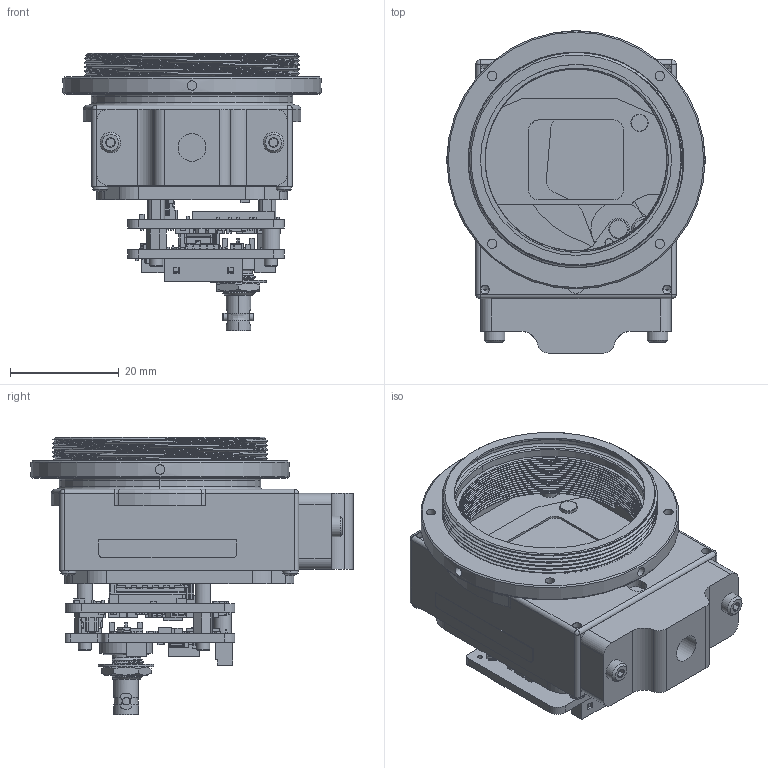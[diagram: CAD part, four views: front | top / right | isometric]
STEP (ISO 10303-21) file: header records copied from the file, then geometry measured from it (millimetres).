
FILE_DESCRIPTION (( 'STEP AP214' ), '1' );
FILE_NAME ('20-70059 Mechanical ICD, Viento HD10 SDI, No Lens, RevA.STEP', '2024-06-20T15:55:45', ( '' ), ( '' ), 'SwSTEP 2.0', 'SolidWorks 2023', '' );
FILE_SCHEMA (( 'AUTOMOTIVE_DESIGN' ));
Length unit declared in the file: millimetre
Products named in the file (1): 20-70059 Mechanical ICD, Viento HD10 SDI, No Lens, RevA
Bounding box: 47.5 x 59.28 x 50.98 mm (x, y, z)
Volume: 34756.9 mm3; surface area: 22632.2 mm2
Topology: 12 solids, 16 shells, 2196 faces, 5625 edges, 3675 vertices
Faces by surface type: plane 1645, cylinder 333, cone 113, bspline 66, torus 27, sphere 12
Full cylindrical faces by diameter (mm): 0.351 x1, 0.6 x6, 0.864 x3, 1 x1, 1.112 x2, 1.191 x1, 1.2 x2, 1.524 x5, 1.6 x6, 1.727 x8, 1.8 x1, 1.9 x4, 2.4 x2, 2.438 x3, 3.3 x1, 3.8 x2, 5.105 x1, 9.7 x1, 10.21 x1, 47.498 x1
Entity records: 80190 total; most frequent: CARTESIAN_POINT 27516, ORIENTED_EDGE 10980, DIRECTION 10213, EDGE_CURVE 5490, LINE 4315, VECTOR 4315, VERTEX_POINT 3638, AXIS2_PLACEMENT_3D 2949
